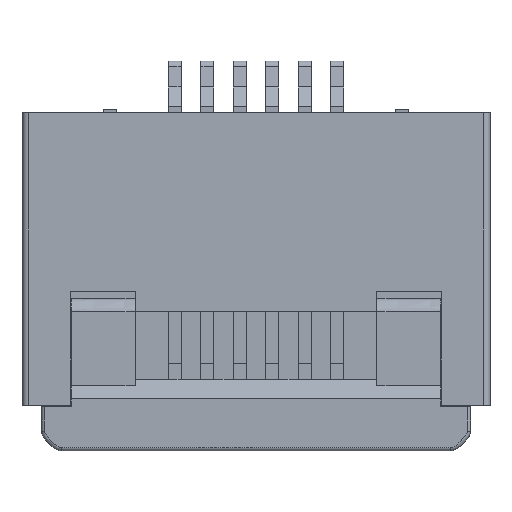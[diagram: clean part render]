
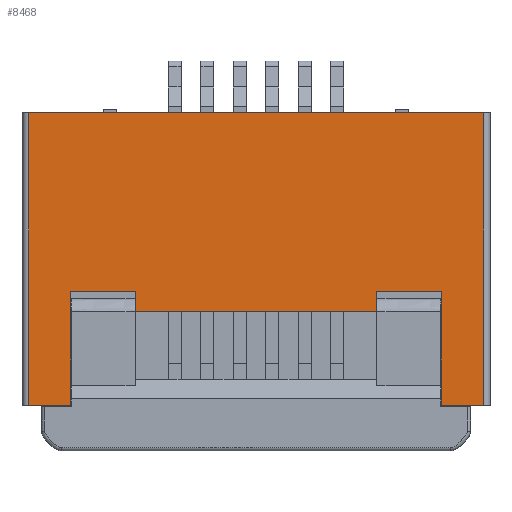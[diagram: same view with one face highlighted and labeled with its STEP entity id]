
A CAD part, top view. The second image highlights one B-rep face of the part: STEP entity #8468.
In plain terms, the highlighted planar face has unit normal (0, 0, 1).
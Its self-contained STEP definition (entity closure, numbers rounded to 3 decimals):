
#1004 = AXIS2_PLACEMENT_3D ( 'NONE', #2210, #10803, #3424 ) ;
#1113 = VECTOR ( 'NONE', #6150, 1000. ) ;
#1212 = EDGE_CURVE ( 'NONE', #2053, #6966, #14835, .T. ) ;
#1480 = ORIENTED_EDGE ( 'NONE', *, *, #7191, .T. ) ;
#1796 = ORIENTED_EDGE ( 'NONE', *, *, #14033, .F. ) ;
#2053 = VERTEX_POINT ( 'NONE', #4601 ) ;
#2200 = VECTOR ( 'NONE', #12520, 1000. ) ;
#2210 = CARTESIAN_POINT ( 'NONE',  ( 0., 0., 2. ) ) ;
#2343 = ORIENTED_EDGE ( 'NONE', *, *, #5410, .T. ) ;
#2571 = CARTESIAN_POINT ( 'NONE',  ( -3.5, 2.05, 2. ) ) ;
#2626 = CARTESIAN_POINT ( 'NONE',  ( -3.5, -2.45, 2. ) ) ;
#2720 = VERTEX_POINT ( 'NONE', #5947 ) ;
#2912 = EDGE_CURVE ( 'NONE', #10455, #14336, #6288, .T. ) ;
#3031 = VECTOR ( 'NONE', #12534, 1000. ) ;
#3173 = LINE ( 'NONE', #13835, #9339 ) ;
#3214 = EDGE_CURVE ( 'NONE', #7240, #15737, #8987, .T. ) ;
#3424 = DIRECTION ( 'NONE',  ( 1., 0., 0. ) ) ;
#3708 = LINE ( 'NONE', #11101, #6983 ) ;
#3730 = DIRECTION ( 'NONE',  ( 0., 1., 0. ) ) ;
#4207 = CARTESIAN_POINT ( 'NONE',  ( -3.5, -2.45, 2. ) ) ;
#4601 = CARTESIAN_POINT ( 'NONE',  ( 3.5, -2.45, 2. ) ) ;
#4692 = CARTESIAN_POINT ( 'NONE',  ( 1.85, -1., 2. ) ) ;
#4955 = VECTOR ( 'NONE', #14532, 1000. ) ;
#5297 = EDGE_CURVE ( 'NONE', #7424, #11367, #5343, .T. ) ;
#5343 = LINE ( 'NONE', #9626, #4955 ) ;
#5410 = EDGE_CURVE ( 'NONE', #7240, #2053, #10548, .T. ) ;
#5633 = ORIENTED_EDGE ( 'NONE', *, *, #8500, .F. ) ;
#5776 = CARTESIAN_POINT ( 'NONE',  ( 2.85, -0.7, 2. ) ) ;
#5947 = CARTESIAN_POINT ( 'NONE',  ( 1.85, -0.7, 2. ) ) ;
#6005 = VERTEX_POINT ( 'NONE', #12730 ) ;
#6150 = DIRECTION ( 'NONE',  ( 1., 0., 0. ) ) ;
#6163 = ORIENTED_EDGE ( 'NONE', *, *, #1212, .T. ) ;
#6288 = LINE ( 'NONE', #8821, #3031 ) ;
#6360 = FACE_OUTER_BOUND ( 'NONE', #8818, .T. ) ;
#6513 = ORIENTED_EDGE ( 'NONE', *, *, #15676, .T. ) ;
#6636 = CARTESIAN_POINT ( 'NONE',  ( 2.85, -0.7, 2. ) ) ;
#6966 = VERTEX_POINT ( 'NONE', #9513 ) ;
#6983 = VECTOR ( 'NONE', #3730, 1000. ) ;
#7191 = EDGE_CURVE ( 'NONE', #10282, #10455, #8709, .T. ) ;
#7240 = VERTEX_POINT ( 'NONE', #7710 ) ;
#7424 = VERTEX_POINT ( 'NONE', #15476 ) ;
#7503 = CARTESIAN_POINT ( 'NONE',  ( -3.6, -2.45, 2. ) ) ;
#7666 = DIRECTION ( 'NONE',  ( 0., -1., 0. ) ) ;
#7710 = CARTESIAN_POINT ( 'NONE',  ( 2.85, -2.45, 2. ) ) ;
#7776 = CARTESIAN_POINT ( 'NONE',  ( 1.85, -0.7, 2. ) ) ;
#7878 = VECTOR ( 'NONE', #14880, 1000. ) ;
#8457 = ORIENTED_EDGE ( 'NONE', *, *, #9660, .F. ) ;
#8468 = ADVANCED_FACE ( 'NONE', ( #6360 ), #11986, .T. ) ;
#8500 = EDGE_CURVE ( 'NONE', #10543, #6005, #11779, .T. ) ;
#8672 = LINE ( 'NONE', #7776, #14843 ) ;
#8709 = LINE ( 'NONE', #2626, #2200 ) ;
#8818 = EDGE_LOOP ( 'NONE', ( #2343, #6163, #6513, #1480, #14881, #1796, #5633, #11470, #11583, #8457, #13959, #9162 ) ) ;
#8821 = CARTESIAN_POINT ( 'NONE',  ( -3.6, -2.45, 2. ) ) ;
#8987 = LINE ( 'NONE', #5776, #12264 ) ;
#8997 = DIRECTION ( 'NONE',  ( -1., 0., 0. ) ) ;
#9016 = LINE ( 'NONE', #4692, #15571 ) ;
#9162 = ORIENTED_EDGE ( 'NONE', *, *, #3214, .F. ) ;
#9237 = LINE ( 'NONE', #14042, #15794 ) ;
#9339 = VECTOR ( 'NONE', #7666, 1000. ) ;
#9513 = CARTESIAN_POINT ( 'NONE',  ( 3.5, 2.05, 2. ) ) ;
#9626 = CARTESIAN_POINT ( 'NONE',  ( -1.85, -1., 2. ) ) ;
#9660 = EDGE_CURVE ( 'NONE', #2720, #7424, #9016, .T. ) ;
#9712 = DIRECTION ( 'NONE',  ( 0., -1., 0. ) ) ;
#10249 = CARTESIAN_POINT ( 'NONE',  ( -1.85, -1., 2. ) ) ;
#10282 = VERTEX_POINT ( 'NONE', #2571 ) ;
#10455 = VERTEX_POINT ( 'NONE', #4207 ) ;
#10543 = VERTEX_POINT ( 'NONE', #12985 ) ;
#10548 = LINE ( 'NONE', #7503, #1113 ) ;
#10802 = CARTESIAN_POINT ( 'NONE',  ( -2.85, -2.45, 2. ) ) ;
#10803 = DIRECTION ( 'NONE',  ( 0., 0., 1. ) ) ;
#11101 = CARTESIAN_POINT ( 'NONE',  ( -1.85, -0.7, 2. ) ) ;
#11367 = VERTEX_POINT ( 'NONE', #10249 ) ;
#11470 = ORIENTED_EDGE ( 'NONE', *, *, #14492, .F. ) ;
#11583 = ORIENTED_EDGE ( 'NONE', *, *, #5297, .F. ) ;
#11779 = LINE ( 'NONE', #13282, #15053 ) ;
#11986 = PLANE ( 'NONE',  #1004 ) ;
#12264 = VECTOR ( 'NONE', #13161, 1000. ) ;
#12520 = DIRECTION ( 'NONE',  ( 0., -1., 0. ) ) ;
#12534 = DIRECTION ( 'NONE',  ( 1., 0., 0. ) ) ;
#12730 = CARTESIAN_POINT ( 'NONE',  ( -2.85, -0.7, 2. ) ) ;
#12985 = CARTESIAN_POINT ( 'NONE',  ( -1.85, -0.7, 2. ) ) ;
#13161 = DIRECTION ( 'NONE',  ( 0., 1., 0. ) ) ;
#13229 = DIRECTION ( 'NONE',  ( -1., 0., 0. ) ) ;
#13282 = CARTESIAN_POINT ( 'NONE',  ( -2.85, -0.7, 2. ) ) ;
#13663 = CARTESIAN_POINT ( 'NONE',  ( 3.5, 2.05, 2. ) ) ;
#13835 = CARTESIAN_POINT ( 'NONE',  ( -2.85, -2.45, 2. ) ) ;
#13959 = ORIENTED_EDGE ( 'NONE', *, *, #15036, .F. ) ;
#14033 = EDGE_CURVE ( 'NONE', #6005, #14336, #3173, .T. ) ;
#14042 = CARTESIAN_POINT ( 'NONE',  ( -3.6, 2.05, 2. ) ) ;
#14336 = VERTEX_POINT ( 'NONE', #10802 ) ;
#14492 = EDGE_CURVE ( 'NONE', #11367, #10543, #3708, .T. ) ;
#14532 = DIRECTION ( 'NONE',  ( -1., 0., 0. ) ) ;
#14835 = LINE ( 'NONE', #13663, #7878 ) ;
#14843 = VECTOR ( 'NONE', #8997, 1000. ) ;
#14880 = DIRECTION ( 'NONE',  ( 0., 1., 0. ) ) ;
#14881 = ORIENTED_EDGE ( 'NONE', *, *, #2912, .T. ) ;
#15036 = EDGE_CURVE ( 'NONE', #15737, #2720, #8672, .T. ) ;
#15053 = VECTOR ( 'NONE', #13229, 1000. ) ;
#15218 = DIRECTION ( 'NONE',  ( -1., 0., 0. ) ) ;
#15476 = CARTESIAN_POINT ( 'NONE',  ( 1.85, -1., 2. ) ) ;
#15571 = VECTOR ( 'NONE', #9712, 1000. ) ;
#15676 = EDGE_CURVE ( 'NONE', #6966, #10282, #9237, .T. ) ;
#15737 = VERTEX_POINT ( 'NONE', #6636 ) ;
#15794 = VECTOR ( 'NONE', #15218, 1000. ) ;
